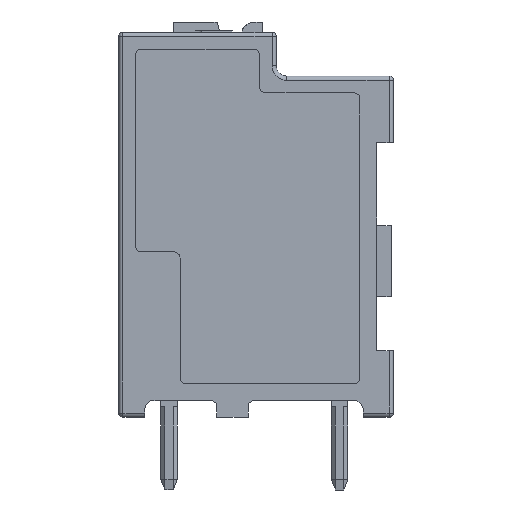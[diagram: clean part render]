
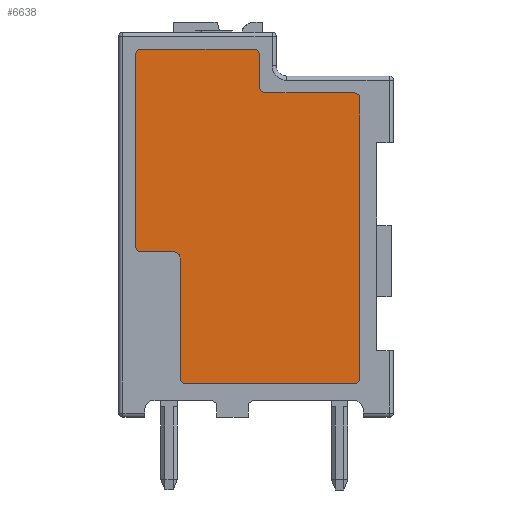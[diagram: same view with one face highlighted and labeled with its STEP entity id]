
A CAD part, left-side view. The second image highlights one B-rep face of the part: STEP entity #6638.
In plain terms, the highlighted planar face has unit normal (-1, 0, 0).
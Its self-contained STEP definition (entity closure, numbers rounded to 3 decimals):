
#86=AXIS2_PLACEMENT_3D('Circle Axis2P3D',#84,#85,$) ;
#191=AXIS2_PLACEMENT_3D('Circle Axis2P3D',#189,#190,$) ;
#273=AXIS2_PLACEMENT_3D('Circle Axis2P3D',#271,#272,$) ;
#6430=AXIS2_PLACEMENT_3D('Circle Axis2P3D',#6428,#6429,$) ;
#6480=AXIS2_PLACEMENT_3D('Circle Axis2P3D',#6478,#6479,$) ;
#6548=AXIS2_PLACEMENT_3D('Circle Axis2P3D',#6546,#6547,$) ;
#6566=AXIS2_PLACEMENT_3D('Circle Axis2P3D',#6564,#6565,$) ;
#6604=AXIS2_PLACEMENT_3D('Circle Axis2P3D',#6602,#6603,$) ;
#6618=AXIS2_PLACEMENT_3D('Plane Axis2P3D',#6615,#6616,#6617) ;
#40=CARTESIAN_POINT('Vertex',(0.8,12.4,11.75)) ;
#45=CARTESIAN_POINT('Line Origine',(0.8,12.4,16.325)) ;
#49=CARTESIAN_POINT('Vertex',(0.8,12.4,20.9)) ;
#84=CARTESIAN_POINT('Axis2P3D Location',(0.8,12.1,11.75)) ;
#88=CARTESIAN_POINT('Vertex',(0.8,12.1,11.45)) ;
#116=CARTESIAN_POINT('Line Origine',(0.8,11.325,11.45)) ;
#120=CARTESIAN_POINT('Vertex',(0.8,10.55,11.45)) ;
#148=CARTESIAN_POINT('Line Origine',(0.8,10.25,8.275)) ;
#152=CARTESIAN_POINT('Vertex',(0.8,10.25,11.15)) ;
#154=CARTESIAN_POINT('Vertex',(0.8,10.25,5.4)) ;
#189=CARTESIAN_POINT('Axis2P3D Location',(0.8,9.95,5.4)) ;
#193=CARTESIAN_POINT('Vertex',(0.8,9.95,5.1)) ;
#227=CARTESIAN_POINT('Vertex',(0.8,1.6,5.4)) ;
#241=CARTESIAN_POINT('Vertex',(0.8,1.6,18.8)) ;
#244=CARTESIAN_POINT('Line Origine',(0.8,1.6,12.1)) ;
#268=CARTESIAN_POINT('Vertex',(0.8,6.43,19.4)) ;
#271=CARTESIAN_POINT('Axis2P3D Location',(0.8,6.13,19.4)) ;
#275=CARTESIAN_POINT('Vertex',(0.8,6.13,19.1)) ;
#6428=CARTESIAN_POINT('Axis2P3D Location',(0.8,12.1,20.9)) ;
#6432=CARTESIAN_POINT('Vertex',(0.8,12.1,21.2)) ;
#6453=CARTESIAN_POINT('Line Origine',(0.8,9.415,21.2)) ;
#6457=CARTESIAN_POINT('Vertex',(0.8,6.73,21.2)) ;
#6478=CARTESIAN_POINT('Axis2P3D Location',(0.8,6.73,20.9)) ;
#6482=CARTESIAN_POINT('Vertex',(0.8,6.43,20.9)) ;
#6503=CARTESIAN_POINT('Line Origine',(0.8,6.43,20.15)) ;
#6521=CARTESIAN_POINT('Line Origine',(0.8,4.015,19.1)) ;
#6525=CARTESIAN_POINT('Vertex',(0.8,1.9,19.1)) ;
#6546=CARTESIAN_POINT('Axis2P3D Location',(0.8,1.9,18.8)) ;
#6564=CARTESIAN_POINT('Axis2P3D Location',(0.8,1.9,5.4)) ;
#6568=CARTESIAN_POINT('Vertex',(0.8,1.9,5.1)) ;
#6584=CARTESIAN_POINT('Line Origine',(0.8,5.925,5.1)) ;
#6602=CARTESIAN_POINT('Axis2P3D Location',(0.8,10.55,11.15)) ;
#6615=CARTESIAN_POINT('Axis2P3D Location',(0.8,21.33,-6.45)) ;
#46=DIRECTION('Vector Direction',(0.,0.,-1.)) ;
#85=DIRECTION('Axis2P3D Direction',(-1.,0.,0.)) ;
#117=DIRECTION('Vector Direction',(0.,-1.,0.)) ;
#149=DIRECTION('Vector Direction',(0.,0.,-1.)) ;
#190=DIRECTION('Axis2P3D Direction',(-1.,0.,0.)) ;
#245=DIRECTION('Vector Direction',(0.,0.,1.)) ;
#272=DIRECTION('Axis2P3D Direction',(1.,0.,0.)) ;
#6429=DIRECTION('Axis2P3D Direction',(1.,0.,0.)) ;
#6454=DIRECTION('Vector Direction',(0.,-1.,0.)) ;
#6479=DIRECTION('Axis2P3D Direction',(1.,0.,-0.)) ;
#6504=DIRECTION('Vector Direction',(0.,0.,-1.)) ;
#6522=DIRECTION('Vector Direction',(0.,-1.,0.)) ;
#6547=DIRECTION('Axis2P3D Direction',(1.,0.,-0.)) ;
#6565=DIRECTION('Axis2P3D Direction',(1.,0.,0.)) ;
#6585=DIRECTION('Vector Direction',(0.,1.,0.)) ;
#6603=DIRECTION('Axis2P3D Direction',(-1.,0.,0.)) ;
#6616=DIRECTION('Axis2P3D Direction',(-1.,0.,0.)) ;
#6617=DIRECTION('Axis2P3D XDirection',(0.,-1.,0.)) ;
#47=VECTOR('Line Direction',#46,1.) ;
#118=VECTOR('Line Direction',#117,1.) ;
#150=VECTOR('Line Direction',#149,1.) ;
#246=VECTOR('Line Direction',#245,1.) ;
#6455=VECTOR('Line Direction',#6454,1.) ;
#6505=VECTOR('Line Direction',#6504,1.) ;
#6523=VECTOR('Line Direction',#6522,1.) ;
#6586=VECTOR('Line Direction',#6585,1.) ;
#6621=ORIENTED_EDGE('',*,*,#51,.T.) ;
#6622=ORIENTED_EDGE('',*,*,#90,.T.) ;
#6623=ORIENTED_EDGE('',*,*,#122,.T.) ;
#6624=ORIENTED_EDGE('',*,*,#6606,.F.) ;
#6625=ORIENTED_EDGE('',*,*,#156,.T.) ;
#6626=ORIENTED_EDGE('',*,*,#195,.T.) ;
#6627=ORIENTED_EDGE('',*,*,#6588,.F.) ;
#6628=ORIENTED_EDGE('',*,*,#6570,.F.) ;
#6629=ORIENTED_EDGE('',*,*,#248,.T.) ;
#6630=ORIENTED_EDGE('',*,*,#6550,.F.) ;
#6631=ORIENTED_EDGE('',*,*,#6527,.F.) ;
#6632=ORIENTED_EDGE('',*,*,#277,.T.) ;
#6633=ORIENTED_EDGE('',*,*,#6507,.F.) ;
#6634=ORIENTED_EDGE('',*,*,#6484,.F.) ;
#6635=ORIENTED_EDGE('',*,*,#6459,.F.) ;
#6636=ORIENTED_EDGE('',*,*,#6434,.F.) ;
#6638=ADVANCED_FACE('model',(#6637),#6619,.T.) ;
#87=CIRCLE('generated circle',#86,0.3) ;
#192=CIRCLE('generated circle',#191,0.3) ;
#274=CIRCLE('generated circle',#273,0.3) ;
#6431=CIRCLE('generated circle',#6430,0.3) ;
#6481=CIRCLE('generated circle',#6480,0.3) ;
#6549=CIRCLE('generated circle',#6548,0.3) ;
#6567=CIRCLE('generated circle',#6566,0.3) ;
#6605=CIRCLE('generated circle',#6604,0.3) ;
#51=EDGE_CURVE('',#50,#41,#48,.T.) ;
#90=EDGE_CURVE('',#41,#89,#87,.T.) ;
#122=EDGE_CURVE('',#89,#121,#119,.T.) ;
#156=EDGE_CURVE('',#153,#155,#151,.T.) ;
#195=EDGE_CURVE('',#155,#194,#192,.T.) ;
#248=EDGE_CURVE('',#228,#242,#247,.T.) ;
#277=EDGE_CURVE('',#276,#269,#274,.T.) ;
#6434=EDGE_CURVE('',#50,#6433,#6431,.T.) ;
#6459=EDGE_CURVE('',#6433,#6458,#6456,.T.) ;
#6484=EDGE_CURVE('',#6458,#6483,#6481,.T.) ;
#6507=EDGE_CURVE('',#6483,#269,#6506,.T.) ;
#6527=EDGE_CURVE('',#276,#6526,#6524,.T.) ;
#6550=EDGE_CURVE('',#6526,#242,#6549,.T.) ;
#6570=EDGE_CURVE('',#228,#6569,#6567,.T.) ;
#6588=EDGE_CURVE('',#6569,#194,#6587,.T.) ;
#6606=EDGE_CURVE('',#153,#121,#6605,.T.) ;
#6620=EDGE_LOOP('',(#6621,#6622,#6623,#6624,#6625,#6626,#6627,#6628,#6629,#6630,#6631,#6632,#6633,#6634,#6635,#6636)) ;
#6637=FACE_OUTER_BOUND('',#6620,.T.) ;
#48=LINE('Line',#45,#47) ;
#119=LINE('Line',#116,#118) ;
#151=LINE('Line',#148,#150) ;
#247=LINE('Line',#244,#246) ;
#6456=LINE('Line',#6453,#6455) ;
#6506=LINE('Line',#6503,#6505) ;
#6524=LINE('Line',#6521,#6523) ;
#6587=LINE('Line',#6584,#6586) ;
#6619=PLANE('',#6618) ;
#41=VERTEX_POINT('',#40) ;
#50=VERTEX_POINT('',#49) ;
#89=VERTEX_POINT('',#88) ;
#121=VERTEX_POINT('',#120) ;
#153=VERTEX_POINT('',#152) ;
#155=VERTEX_POINT('',#154) ;
#194=VERTEX_POINT('',#193) ;
#228=VERTEX_POINT('',#227) ;
#242=VERTEX_POINT('',#241) ;
#269=VERTEX_POINT('',#268) ;
#276=VERTEX_POINT('',#275) ;
#6433=VERTEX_POINT('',#6432) ;
#6458=VERTEX_POINT('',#6457) ;
#6483=VERTEX_POINT('',#6482) ;
#6526=VERTEX_POINT('',#6525) ;
#6569=VERTEX_POINT('',#6568) ;
